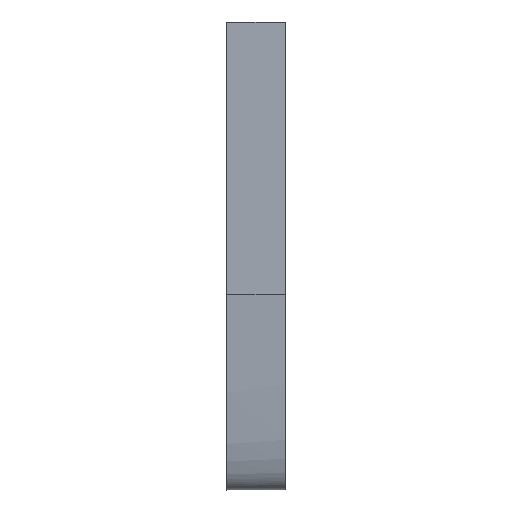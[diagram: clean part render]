
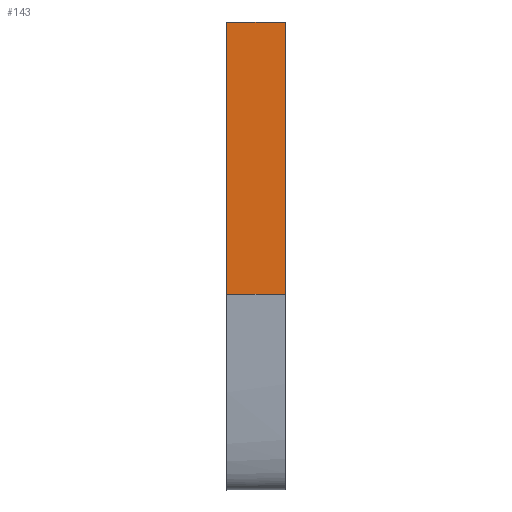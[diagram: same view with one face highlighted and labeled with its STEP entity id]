
A CAD part, top view. The second image highlights one B-rep face of the part: STEP entity #143.
In plain terms, the highlighted planar face has unit normal (0, 0, 1).
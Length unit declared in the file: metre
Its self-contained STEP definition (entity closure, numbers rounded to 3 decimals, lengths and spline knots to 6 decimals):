
#23=FACE_OUTER_BOUND('',#31,.T.);
#31=EDGE_LOOP('',(#123,#124,#125,#126));
#33=LINE('',#221,#47);
#40=LINE('',#519,#54);
#45=LINE('',#581,#59);
#46=LINE('',#583,#60);
#47=VECTOR('',#169,1.);
#54=VECTOR('',#178,1.);
#59=VECTOR('',#189,1.);
#60=VECTOR('',#192,1.);
#65=VERTEX_POINT('',#195);
#67=VERTEX_POINT('',#220);
#71=VERTEX_POINT('',#256);
#76=VERTEX_POINT('',#517);
#78=EDGE_CURVE('',#65,#67,#33,.T.);
#88=EDGE_CURVE('',#71,#76,#40,.T.);
#93=EDGE_CURVE('',#76,#67,#45,.T.);
#94=EDGE_CURVE('',#71,#65,#46,.T.);
#123=ORIENTED_EDGE('',*,*,#78,.F.);
#124=ORIENTED_EDGE('',*,*,#94,.F.);
#125=ORIENTED_EDGE('',*,*,#88,.T.);
#126=ORIENTED_EDGE('',*,*,#93,.T.);
#136=PLANE('',#164);
#143=ADVANCED_FACE('',(#23),#136,.T.);
#164=AXIS2_PLACEMENT_3D('',#582,#190,#191);
#169=DIRECTION('',(0.,1.,0.));
#178=DIRECTION('',(0.,1.,0.));
#189=DIRECTION('',(-1.,0.,0.));
#190=DIRECTION('center_axis',(0.,0.,1.));
#191=DIRECTION('ref_axis',(1.,0.,0.));
#192=DIRECTION('',(-1.,0.,0.));
#195=CARTESIAN_POINT('',(-0.03118,-0.283926,-0.047392));
#220=CARTESIAN_POINT('',(-0.03118,-0.014926,-0.047392));
#221=CARTESIAN_POINT('',(-0.03118,0.095473,-0.047392));
#256=CARTESIAN_POINT('',(0.02682,-0.283926,-0.047392));
#517=CARTESIAN_POINT('',(0.02682,-0.014926,-0.047392));
#519=CARTESIAN_POINT('',(0.02682,0.095473,-0.047392));
#581=CARTESIAN_POINT('',(0.02682,-0.014926,-0.047392));
#582=CARTESIAN_POINT('Origin',(0.02682,0.095473,-0.047392));
#583=CARTESIAN_POINT('',(0.02682,-0.283926,-0.047392));
